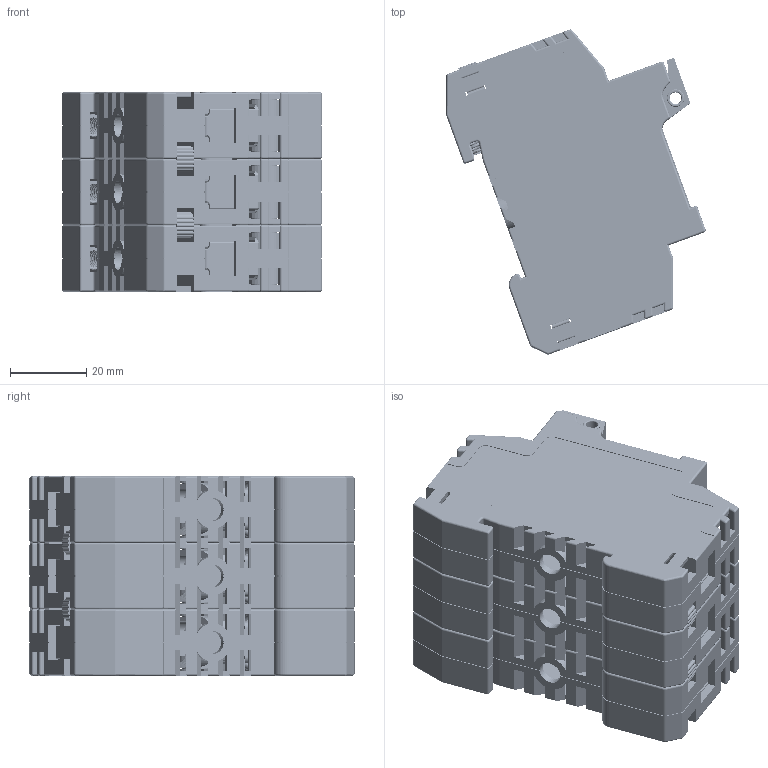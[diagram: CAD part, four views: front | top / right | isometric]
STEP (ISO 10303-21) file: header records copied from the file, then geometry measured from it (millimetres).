
FILE_DESCRIPTION(/* description */ (''),/* implementation_level */ '2;1');
FILE_NAME(/* name */ 'RT18-32 3P.prt.stp',/* time_stamp */ '2024-01-18T11:54:27+08:00',/* author */ (''),/* organization */ (''),/* preprocessor_version */ 'ST-DEVELOPER v16',/* originating_system */ 'SIEMENS PLM Software NX 10.0',/* authorisation */ '');
FILE_SCHEMA (('CONFIG_CONTROL_DESIGN'));
Products named in the file (2): 2P铆钉; RT18-32 3P
Assembly tree (1 placements, depth 2):
  RT18-32 3P
    2P铆钉
Bounding box: 67.89 x 85.08 x 52.2 mm (x, y, z)
Volume: 77302.9 mm3; surface area: 124918 mm2
Topology: 62 solids, 62 shells, 6222 faces, 17558 edges, 11225 vertices
Faces by surface type: plane 3942, cylinder 1832, torus 160, bspline 135, sphere 102, extrusion 36, cone 15
Full cylindrical faces by diameter (mm): 1.3 x27, 2 x12, 2.1 x12, 3.1 x1, 3.5 x1, 3.7 x3, 3.8 x3, 4 x9, 4.5 x6, 5 x18, 5.5 x9, 6.5 x9, 6.9 x6, 7.2 x6, 8 x9
Entity records: 253136 total; most frequent: CARTESIAN_POINT 92086, ORIENTED_EDGE 34340, DIRECTION 32765, EDGE_CURVE 17170, VECTOR 12307, LINE 12271, VERTEX_POINT 11185, AXIS2_PLACEMENT_3D 10229
